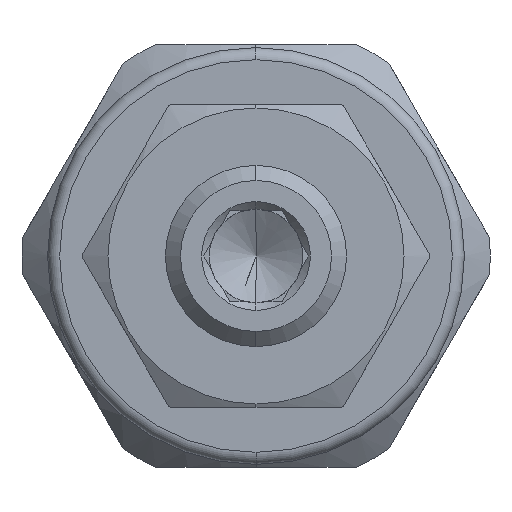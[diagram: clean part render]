
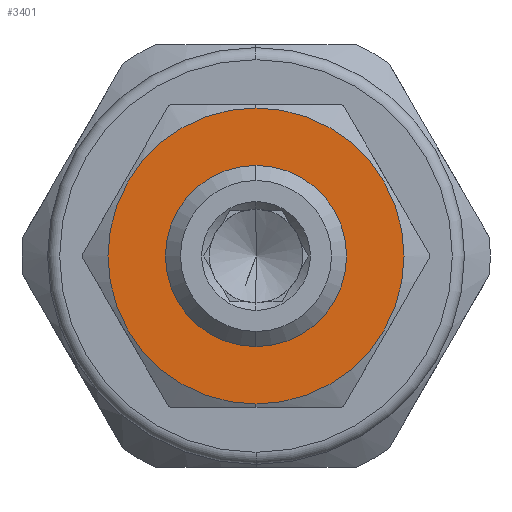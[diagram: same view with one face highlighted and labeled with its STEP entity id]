
A CAD part, left-side view. The second image highlights one B-rep face of the part: STEP entity #3401.
In plain terms, the highlighted planar face has unit normal (-1, 0, 0).
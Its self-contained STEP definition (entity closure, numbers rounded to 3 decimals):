
#225 = EDGE_LOOP ( 'NONE', ( #3003, #3008 ) ) ;
#227 = EDGE_LOOP ( 'NONE', ( #3001, #3006 ) ) ;
#235 = AXIS2_PLACEMENT_3D ( 'NONE', #1581, #1582, #1583 ) ;
#237 = AXIS2_PLACEMENT_3D ( 'NONE', #1469, #1476, #1477 ) ;
#240 = AXIS2_PLACEMENT_3D ( 'NONE', #1578, #1579, #1580 ) ;
#468 = AXIS2_PLACEMENT_3D ( 'NONE', #1026, #1027, #1028 ) ;
#470 = FACE_BOUND ( 'NONE', #225, .T. ) ;
#472 = FACE_OUTER_BOUND ( 'NONE', #227, .T. ) ;
#626 = CARTESIAN_POINT ( 'NONE',  ( -12., 0., 0. ) ) ;
#630 = DIRECTION ( 'NONE',  ( -1., 0., 0. ) ) ;
#631 = DIRECTION ( 'NONE',  ( 0., 0., -1. ) ) ;
#1025 = PLANE ( 'NONE',  #468 ) ;
#1026 = CARTESIAN_POINT ( 'NONE',  ( -12., 4.9, 0. ) ) ;
#1027 = DIRECTION ( 'NONE',  ( 1., 0., 0. ) ) ;
#1028 = DIRECTION ( 'NONE',  ( 0., 0., -1. ) ) ;
#1469 = CARTESIAN_POINT ( 'NONE',  ( -12., 0., 0. ) ) ;
#1476 = DIRECTION ( 'NONE',  ( -1., 0., 0. ) ) ;
#1477 = DIRECTION ( 'NONE',  ( 0., 0., 1. ) ) ;
#1578 = CARTESIAN_POINT ( 'NONE',  ( -12., 0., 0. ) ) ;
#1579 = DIRECTION ( 'NONE',  ( -1., 0., 0. ) ) ;
#1580 = DIRECTION ( 'NONE',  ( 0., 0., 1. ) ) ;
#1581 = CARTESIAN_POINT ( 'NONE',  ( -12., 0., 0. ) ) ;
#1582 = DIRECTION ( 'NONE',  ( -1., 0., 0. ) ) ;
#1583 = DIRECTION ( 'NONE',  ( 0., 0., -1. ) ) ;
#1997 = CIRCLE ( 'NONE', #2887, 3. ) ;
#2124 = CIRCLE ( 'NONE', #237, 4.9 ) ;
#2134 = CIRCLE ( 'NONE', #240, 4.9 ) ;
#2135 = CIRCLE ( 'NONE', #235, 3. ) ;
#2239 = VERTEX_POINT ( 'NONE', #4650 ) ;
#2241 = VERTEX_POINT ( 'NONE', #4652 ) ;
#2887 = AXIS2_PLACEMENT_3D ( 'NONE', #626, #630, #631 ) ;
#3001 = ORIENTED_EDGE ( 'NONE', *, *, #3543, .T. ) ;
#3003 = ORIENTED_EDGE ( 'NONE', *, *, #3544, .F. ) ;
#3006 = ORIENTED_EDGE ( 'NONE', *, *, #3522, .T. ) ;
#3008 = ORIENTED_EDGE ( 'NONE', *, *, #3289, .F. ) ;
#3178 = VERTEX_POINT ( 'NONE', #4815 ) ;
#3180 = VERTEX_POINT ( 'NONE', #4817 ) ;
#3289 = EDGE_CURVE ( 'NONE', #3178, #3180, #1997, .T. ) ;
#3401 = ADVANCED_FACE ( 'NONE', ( #472, #470 ), #1025, .F. ) ;
#3522 = EDGE_CURVE ( 'NONE', #2241, #2239, #2124, .T. ) ;
#3543 = EDGE_CURVE ( 'NONE', #2239, #2241, #2134, .T. ) ;
#3544 = EDGE_CURVE ( 'NONE', #3180, #3178, #2135, .T. ) ;
#4650 = CARTESIAN_POINT ( 'NONE',  ( -12., 0., -4.9 ) ) ;
#4652 = CARTESIAN_POINT ( 'NONE',  ( -12., 0., 4.9 ) ) ;
#4815 = CARTESIAN_POINT ( 'NONE',  ( -12., 0., 3. ) ) ;
#4817 = CARTESIAN_POINT ( 'NONE',  ( -12., 0., -3. ) ) ;
